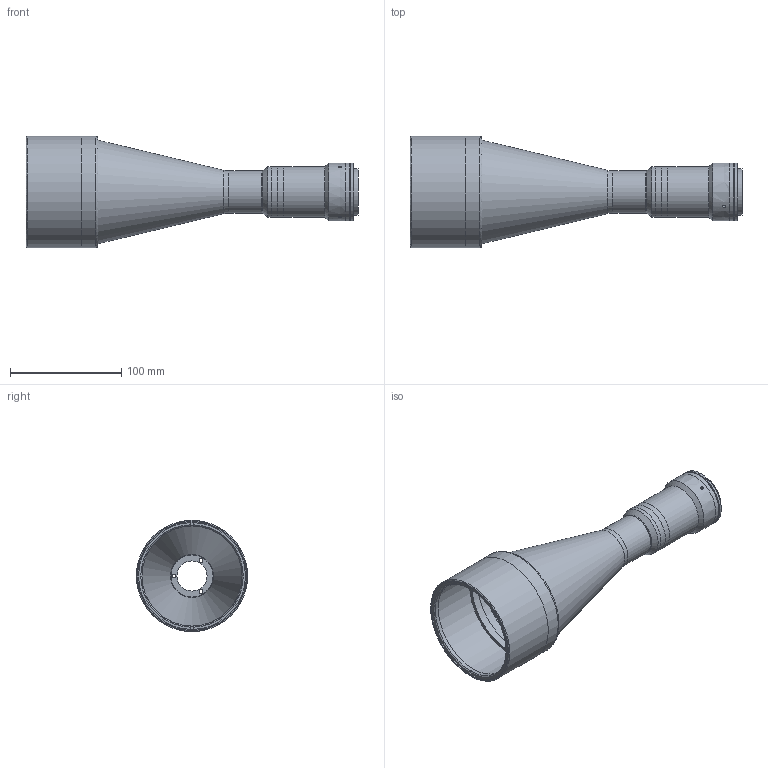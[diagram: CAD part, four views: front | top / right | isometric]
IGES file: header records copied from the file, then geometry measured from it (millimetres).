
Start section: SolidWorks IGES file using analytic representation for surfaces
Global section: file name: DP32094-A_TC10M064-J.igs; native system: SolidWorks 2021; preprocessor: SolidWorks 2021; author: lfspanu; date: 221206.172310; units: millimetre
Bounding box: 298.26 x 100 x 100 mm (x, y, z)
Surface area: 83383.2 mm2 (no closed solid volume)
Topology: 0 solids, 0 shells, 65 faces, 387 edges, 356 vertices
Faces by surface type: revolution 39, bspline 26
